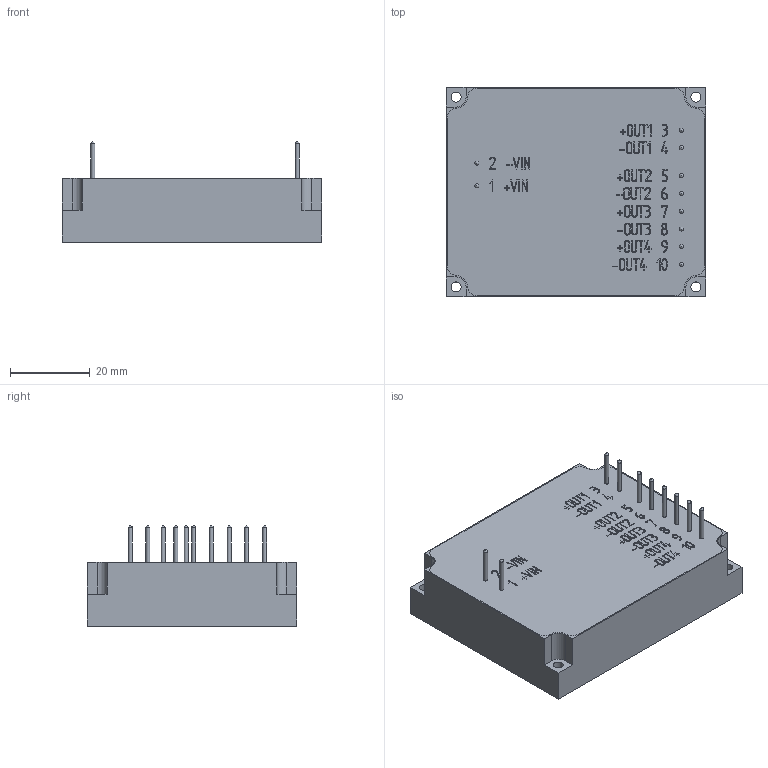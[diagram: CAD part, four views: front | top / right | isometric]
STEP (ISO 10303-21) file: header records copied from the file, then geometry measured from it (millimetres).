
FILE_DESCRIPTION(/* description */ ('Unknown'),/* implementation_level */ '2;1');
FILE_NAME(/* name */ 'M7971001',/* time_stamp */ '2020-04-17T17:07:56-04:00',/* author */ ('Unknown'),/* organization */ ('Unknown'),/* preprocessor_version */ 'ST-DEVELOPER v16.7',/* originating_system */ 'DEX',/* authorisation */ $);
FILE_SCHEMA (('CONFIG_CONTROL_DESIGN'));
Length unit declared in the file: millimetre
Products named in the file (1): M7971001
Bounding box: 65 x 52.5 x 25.13 mm (x, y, z)
Volume: 53749.6 mm3; surface area: 11103.6 mm2
Topology: 1 solids, 1 shells, 513 faces, 1334 edges, 896 vertices
Faces by surface type: plane 409, bspline 76, cylinder 18, sphere 10
Full cylindrical faces by diameter (mm): 1 x10, 2.5 x4
Entity records: 24625 total; most frequent: CARTESIAN_POINT 10448, ORIENTED_EDGE 2532, DIRECTION 1402, EDGE_CURVE 1266, VERTEX_POINT 872, B_SPLINE_CURVE_WITH_KNOTS 788, EDGE_LOOP 638, FACE_BOUND 638
